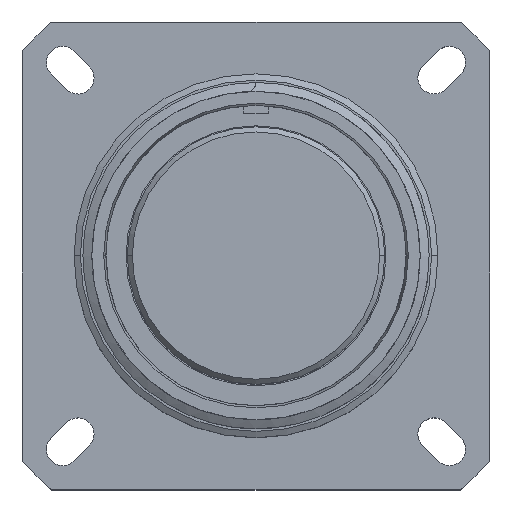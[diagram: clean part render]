
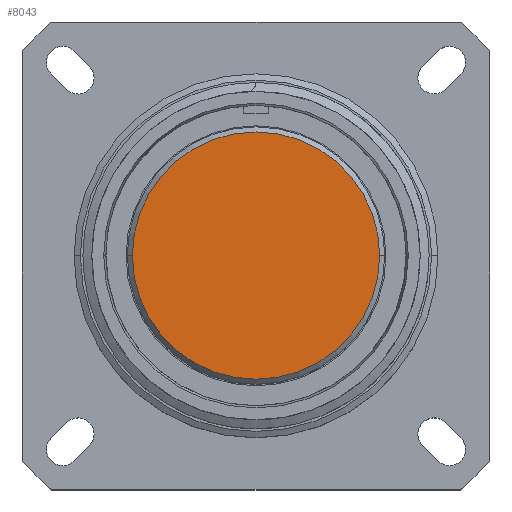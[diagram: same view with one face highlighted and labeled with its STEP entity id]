
A CAD part, top view. The second image highlights one B-rep face of the part: STEP entity #8043.
In plain terms, the highlighted planar face has unit normal (0, 0, 1).
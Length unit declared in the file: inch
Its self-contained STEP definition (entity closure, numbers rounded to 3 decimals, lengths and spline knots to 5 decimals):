
#60 = AXIS2_PLACEMENT_3D ( 'NONE', #6789, #2691, #4851 ) ;
#520 = PLANE ( 'NONE',  #611 ) ;
#611 = AXIS2_PLACEMENT_3D ( 'NONE', #1526, #5890, #8102 ) ;
#875 = CARTESIAN_POINT ( 'NONE',  ( 0.4875, 0., -0.018 ) ) ;
#1526 = CARTESIAN_POINT ( 'NONE',  ( 0., 0., -0.018 ) ) ;
#2691 = DIRECTION ( 'NONE',  ( 0., 0., -1. ) ) ;
#2880 = VERTEX_POINT ( 'NONE', #13693 ) ;
#4851 = DIRECTION ( 'NONE',  ( -1., 0., 0. ) ) ;
#5659 = EDGE_CURVE ( 'NONE', #8188, #2880, #6226, .T. ) ;
#5769 = CIRCLE ( 'NONE', #9203, 0.4875 ) ;
#5890 = DIRECTION ( 'NONE',  ( 0., 0., 1. ) ) ;
#5939 = EDGE_CURVE ( 'NONE', #2880, #8188, #5769, .T. ) ;
#6226 = CIRCLE ( 'NONE', #60, 0.4875 ) ;
#6737 = DIRECTION ( 'NONE',  ( 0., 0., -1. ) ) ;
#6789 = CARTESIAN_POINT ( 'NONE',  ( 0., 0., -0.018 ) ) ;
#6957 = FACE_OUTER_BOUND ( 'NONE', #12792, .T. ) ;
#7337 = ORIENTED_EDGE ( 'NONE', *, *, #5659, .F. ) ;
#7875 = CARTESIAN_POINT ( 'NONE',  ( 0., 0., -0.018 ) ) ;
#8043 = ADVANCED_FACE ( 'NONE', ( #6957 ), #520, .T. ) ;
#8102 = DIRECTION ( 'NONE',  ( 1., 0., 0. ) ) ;
#8188 = VERTEX_POINT ( 'NONE', #875 ) ;
#8890 = DIRECTION ( 'NONE',  ( -1., 0., 0. ) ) ;
#9203 = AXIS2_PLACEMENT_3D ( 'NONE', #7875, #6737, #8890 ) ;
#12792 = EDGE_LOOP ( 'NONE', ( #13596, #7337 ) ) ;
#13596 = ORIENTED_EDGE ( 'NONE', *, *, #5939, .F. ) ;
#13693 = CARTESIAN_POINT ( 'NONE',  ( -0.4875, 0., -0.018 ) ) ;
